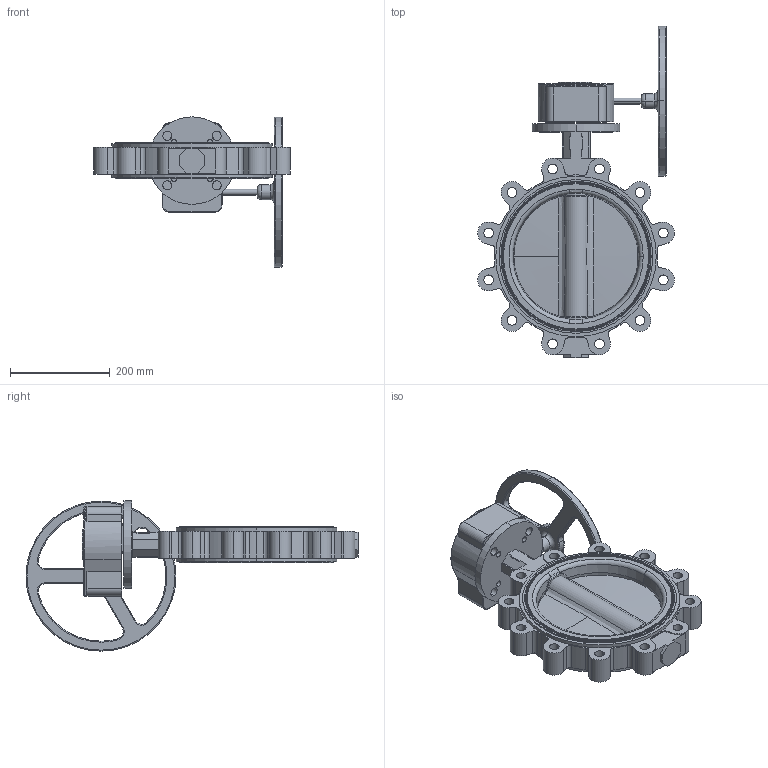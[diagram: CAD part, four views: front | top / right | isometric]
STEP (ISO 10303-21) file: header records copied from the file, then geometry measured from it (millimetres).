
FILE_DESCRIPTION (( 'STEP AP214' ), '1' );
FILE_NAME ('NS-1000-LUG-GEAR.step', '2019-03-07T20:56:00', ( '' ), ( '' ), 'SwSTEP 2.0', 'SolidWorks 2019', '' );
FILE_SCHEMA (( 'AUTOMOTIVE_DESIGN' ));
Length unit declared in the file: inch
Products named in the file (1): NS-1000-LUG-GEAR
Bounding box: 393.58 x 664 x 300.5 mm (x, y, z)
Surface area: 659224.5 mm2 (no closed solid volume)
Topology: 0 solids, 5 shells, 412 faces, 1154 edges, 745 vertices
Faces by surface type: cylinder 199, plane 99, torus 80, cone 18, bspline 16
Entity records: 22018 total; most frequent: CARTESIAN_POINT 5781, DIRECTION 2422, ORIENTED_EDGE 2171, EDGE_CURVE 1154, AXIS2_PLACEMENT_3D 986, VERTEX_POINT 745, CIRCLE 589, EDGE_LOOP 479
